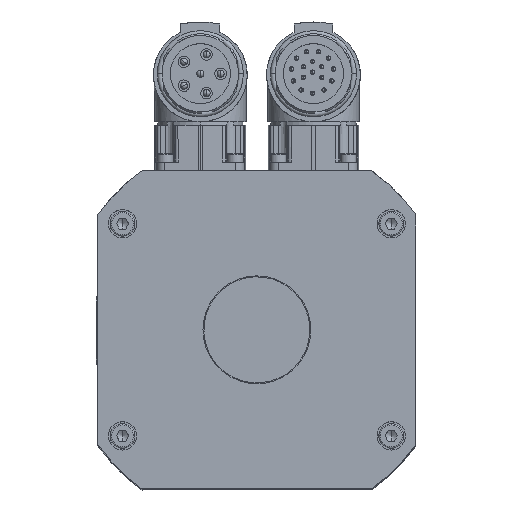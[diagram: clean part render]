
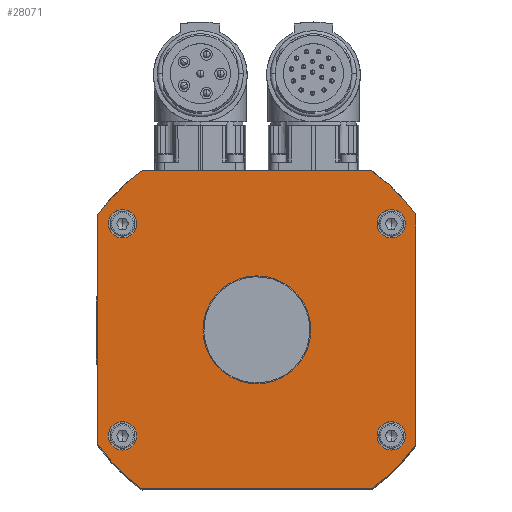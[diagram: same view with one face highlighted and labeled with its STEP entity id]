
A CAD part, top view. The second image highlights one B-rep face of the part: STEP entity #28071.
In plain terms, the highlighted planar face has unit normal (0, 0, 1).
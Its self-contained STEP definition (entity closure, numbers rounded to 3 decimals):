
#10558=CARTESIAN_POINT('',(-34.,-30.,167.));
#10559=VERTEX_POINT('',#10558);
#10575=CARTESIAN_POINT('',(-42.,-30.,167.));
#10576=VERTEX_POINT('',#10575);
#10583=CARTESIAN_POINT('',(-38.,-30.,167.));
#10584=DIRECTION('',(0.0,0.0,-1.0));
#10585=DIRECTION('',(1.0,0.0,0.0));
#10586=AXIS2_PLACEMENT_3D('',#10583,#10584,#10585);
#10587=CIRCLE('',#10586,4.0);
#10588=EDGE_CURVE('',#10559,#10576,#10587,.T.);
#10621=CARTESIAN_POINT('',(-34.,30.,167.));
#10622=VERTEX_POINT('',#10621);
#10638=CARTESIAN_POINT('',(-42.,30.,167.));
#10639=VERTEX_POINT('',#10638);
#10646=CARTESIAN_POINT('',(-38.,30.,167.));
#10647=DIRECTION('',(0.0,0.0,-1.0));
#10648=DIRECTION('',(1.0,0.0,0.0));
#10649=AXIS2_PLACEMENT_3D('',#10646,#10647,#10648);
#10650=CIRCLE('',#10649,4.0);
#10651=EDGE_CURVE('',#10622,#10639,#10650,.T.);
#10684=CARTESIAN_POINT('',(42.,30.,167.));
#10685=VERTEX_POINT('',#10684);
#10701=CARTESIAN_POINT('',(34.,30.,167.));
#10702=VERTEX_POINT('',#10701);
#10709=CARTESIAN_POINT('',(38.,30.,167.));
#10710=DIRECTION('',(0.0,0.0,-1.0));
#10711=DIRECTION('',(1.0,0.0,0.0));
#10712=AXIS2_PLACEMENT_3D('',#10709,#10710,#10711);
#10713=CIRCLE('',#10712,4.0);
#10714=EDGE_CURVE('',#10685,#10702,#10713,.T.);
#10747=CARTESIAN_POINT('',(42.,-30.,167.));
#10748=VERTEX_POINT('',#10747);
#10764=CARTESIAN_POINT('',(34.,-30.,167.));
#10765=VERTEX_POINT('',#10764);
#10772=CARTESIAN_POINT('',(38.,-30.,167.));
#10773=DIRECTION('',(0.0,0.0,-1.0));
#10774=DIRECTION('',(1.0,0.0,0.0));
#10775=AXIS2_PLACEMENT_3D('',#10772,#10773,#10774);
#10776=CIRCLE('',#10775,4.0);
#10777=EDGE_CURVE('',#10748,#10765,#10776,.T.);
#10789=CARTESIAN_POINT('',(-15.25,0.,167.));
#10790=VERTEX_POINT('',#10789);
#10806=CARTESIAN_POINT('',(15.25,0.,167.));
#10807=VERTEX_POINT('',#10806);
#10814=CARTESIAN_POINT('',(0.,0.,167.));
#10815=DIRECTION('',(0.0,0.0,-1.0));
#10816=DIRECTION('',(-1.0,0.0,0.0));
#10817=AXIS2_PLACEMENT_3D('',#10814,#10815,#10816);
#10818=CIRCLE('',#10817,15.25);
#10819=EDGE_CURVE('',#10790,#10807,#10818,.T.);
#27946=CARTESIAN_POINT('',(0.,0.,167.));
#27947=DIRECTION('',(0.0,0.0,-1.0));
#27948=DIRECTION('',(-1.0,0.0,0.0));
#27949=AXIS2_PLACEMENT_3D('',#27946,#27947,#27948);
#27950=PLANE('',#27949);
#27951=CARTESIAN_POINT('',(-32.485,45.,167.));
#27952=VERTEX_POINT('',#27951);
#27953=CARTESIAN_POINT('',(32.485,45.,167.));
#27954=VERTEX_POINT('',#27953);
#27955=CARTESIAN_POINT('',(-32.485,45.,167.));
#27956=DIRECTION('',(1.0,0.0,0.0));
#27957=VECTOR('',#27956,64.969);
#27958=LINE('',#27955,#27957);
#27959=EDGE_CURVE('',#27952,#27954,#27958,.T.);
#27960=ORIENTED_EDGE('',*,*,#27959,.F.);
#27961=CARTESIAN_POINT('',(-45.,32.485,167.));
#27962=VERTEX_POINT('',#27961);
#27963=CARTESIAN_POINT('',(0.,0.,167.));
#27964=DIRECTION('',(0.,0.,-1.0));
#27965=DIRECTION('',(-0.811,0.585,0.));
#27966=AXIS2_PLACEMENT_3D('',#27963,#27964,#27965);
#27967=CIRCLE('',#27966,55.5);
#27968=EDGE_CURVE('',#27962,#27952,#27967,.T.);
#27969=ORIENTED_EDGE('',*,*,#27968,.F.);
#27970=CARTESIAN_POINT('',(-45.,-32.485,167.));
#27971=VERTEX_POINT('',#27970);
#27972=CARTESIAN_POINT('',(-45.,-32.485,167.));
#27973=DIRECTION('',(0.0,1.0,0.0));
#27974=VECTOR('',#27973,64.969);
#27975=LINE('',#27972,#27974);
#27976=EDGE_CURVE('',#27971,#27962,#27975,.T.);
#27977=ORIENTED_EDGE('',*,*,#27976,.F.);
#27978=CARTESIAN_POINT('',(-32.485,-45.,167.));
#27979=VERTEX_POINT('',#27978);
#27980=CARTESIAN_POINT('',(0.,0.,167.));
#27981=DIRECTION('',(0.,0.,-1.));
#27982=DIRECTION('',(-0.585,-0.811,0.));
#27983=AXIS2_PLACEMENT_3D('',#27980,#27981,#27982);
#27984=CIRCLE('',#27983,55.5);
#27985=EDGE_CURVE('',#27979,#27971,#27984,.T.);
#27986=ORIENTED_EDGE('',*,*,#27985,.F.);
#27987=CARTESIAN_POINT('',(32.485,-45.,167.));
#27988=VERTEX_POINT('',#27987);
#27989=CARTESIAN_POINT('',(32.485,-45.,167.));
#27990=DIRECTION('',(-1.0,0.0,0.0));
#27991=VECTOR('',#27990,64.969);
#27992=LINE('',#27989,#27991);
#27993=EDGE_CURVE('',#27988,#27979,#27992,.T.);
#27994=ORIENTED_EDGE('',*,*,#27993,.F.);
#27995=CARTESIAN_POINT('',(45.,-32.485,167.));
#27996=VERTEX_POINT('',#27995);
#27997=CARTESIAN_POINT('',(0.,0.,167.));
#27998=DIRECTION('',(0.,0.,-1.));
#27999=DIRECTION('',(0.811,-0.585,0.));
#28000=AXIS2_PLACEMENT_3D('',#27997,#27998,#27999);
#28001=CIRCLE('',#28000,55.5);
#28002=EDGE_CURVE('',#27996,#27988,#28001,.T.);
#28003=ORIENTED_EDGE('',*,*,#28002,.F.);
#28004=CARTESIAN_POINT('',(45.,32.485,167.));
#28005=VERTEX_POINT('',#28004);
#28006=CARTESIAN_POINT('',(45.,32.485,167.));
#28007=DIRECTION('',(0.0,-1.0,0.0));
#28008=VECTOR('',#28007,64.969);
#28009=LINE('',#28006,#28008);
#28010=EDGE_CURVE('',#28005,#27996,#28009,.T.);
#28011=ORIENTED_EDGE('',*,*,#28010,.F.);
#28012=CARTESIAN_POINT('',(0.,0.,167.));
#28013=DIRECTION('',(0.,0.,-1.0));
#28014=DIRECTION('',(0.585,0.811,0.));
#28015=AXIS2_PLACEMENT_3D('',#28012,#28013,#28014);
#28016=CIRCLE('',#28015,55.5);
#28017=EDGE_CURVE('',#27954,#28005,#28016,.T.);
#28018=ORIENTED_EDGE('',*,*,#28017,.F.);
#28019=EDGE_LOOP('',(#27960,#27969,#27977,#27986,#27994,#28003,#28011,#28018));
#28020=FACE_OUTER_BOUND('',#28019,.T.);
#28021=ORIENTED_EDGE('',*,*,#10588,.T.);
#28022=CARTESIAN_POINT('',(-38.,-30.,167.));
#28023=DIRECTION('',(0.0,0.0,-1.0));
#28024=DIRECTION('',(1.0,0.0,0.0));
#28025=AXIS2_PLACEMENT_3D('',#28022,#28023,#28024);
#28026=CIRCLE('',#28025,4.0);
#28027=EDGE_CURVE('',#10576,#10559,#28026,.T.);
#28028=ORIENTED_EDGE('',*,*,#28027,.T.);
#28029=EDGE_LOOP('',(#28021,#28028));
#28030=FACE_BOUND('',#28029,.T.);
#28031=ORIENTED_EDGE('',*,*,#10651,.T.);
#28032=CARTESIAN_POINT('',(-38.,30.,167.));
#28033=DIRECTION('',(0.0,0.0,-1.0));
#28034=DIRECTION('',(1.0,0.0,0.0));
#28035=AXIS2_PLACEMENT_3D('',#28032,#28033,#28034);
#28036=CIRCLE('',#28035,4.0);
#28037=EDGE_CURVE('',#10639,#10622,#28036,.T.);
#28038=ORIENTED_EDGE('',*,*,#28037,.T.);
#28039=EDGE_LOOP('',(#28031,#28038));
#28040=FACE_BOUND('',#28039,.T.);
#28041=ORIENTED_EDGE('',*,*,#10714,.T.);
#28042=CARTESIAN_POINT('',(38.,30.,167.));
#28043=DIRECTION('',(0.0,0.0,-1.0));
#28044=DIRECTION('',(1.0,0.0,0.0));
#28045=AXIS2_PLACEMENT_3D('',#28042,#28043,#28044);
#28046=CIRCLE('',#28045,4.0);
#28047=EDGE_CURVE('',#10702,#10685,#28046,.T.);
#28048=ORIENTED_EDGE('',*,*,#28047,.T.);
#28049=EDGE_LOOP('',(#28041,#28048));
#28050=FACE_BOUND('',#28049,.T.);
#28051=ORIENTED_EDGE('',*,*,#10777,.T.);
#28052=CARTESIAN_POINT('',(38.,-30.,167.));
#28053=DIRECTION('',(0.0,0.0,-1.0));
#28054=DIRECTION('',(1.0,0.0,0.0));
#28055=AXIS2_PLACEMENT_3D('',#28052,#28053,#28054);
#28056=CIRCLE('',#28055,4.0);
#28057=EDGE_CURVE('',#10765,#10748,#28056,.T.);
#28058=ORIENTED_EDGE('',*,*,#28057,.T.);
#28059=EDGE_LOOP('',(#28051,#28058));
#28060=FACE_BOUND('',#28059,.T.);
#28061=CARTESIAN_POINT('',(0.,0.,167.));
#28062=DIRECTION('',(0.0,0.0,-1.0));
#28063=DIRECTION('',(-1.0,0.0,0.0));
#28064=AXIS2_PLACEMENT_3D('',#28061,#28062,#28063);
#28065=CIRCLE('',#28064,15.25);
#28066=EDGE_CURVE('',#10807,#10790,#28065,.T.);
#28067=ORIENTED_EDGE('',*,*,#28066,.T.);
#28068=ORIENTED_EDGE('',*,*,#10819,.T.);
#28069=EDGE_LOOP('',(#28067,#28068));
#28070=FACE_BOUND('',#28069,.T.);
#28071=ADVANCED_FACE('',(#28020,#28030,#28040,#28050,#28060,#28070),#27950,.F.);
